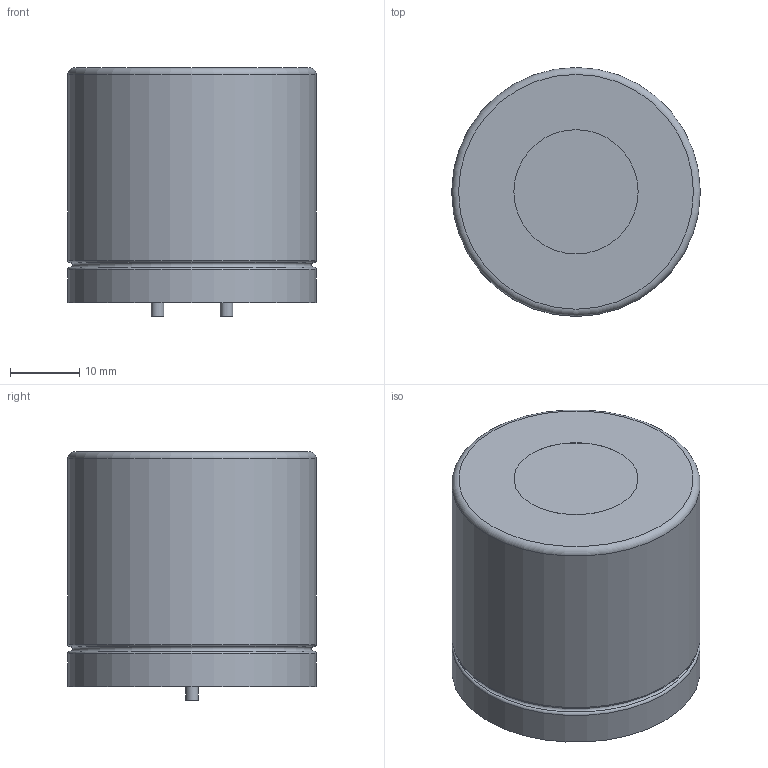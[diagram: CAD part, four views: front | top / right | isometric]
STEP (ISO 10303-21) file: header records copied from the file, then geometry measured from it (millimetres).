
FILE_DESCRIPTION( ( '' ), ' ' );
FILE_NAME( '582cabb628f4af02677959df.step', '2016-11-16T18:55:50', ( '' ), ( '' ), ' ', ' ', ' ' );
FILE_SCHEMA( ( 'AUTOMOTIVE_DESIGN { 1 0 10303 214 1 1 1 1 }' ) );
Length unit declared in the file: metre
Products named in the file (4): Open CASCADE STEP translator 6.7 55
Bounding box: 36 x 36 x 36.01 mm (x, y, z)
Volume: 34542 mm3; surface area: 6459.9 mm2
Topology: 4 solids, 4 shells, 17 faces, 25 edges, 16 vertices
Faces by surface type: plane 8, cylinder 5, torus 4
Full cylindrical faces by diameter (mm): 1.8 x2, 18 x1, 36 x2
Entity records: 551 total; most frequent: DIRECTION 68, CARTESIAN_POINT 47, AXIS2_PLACEMENT_3D 34, STYLED_ITEM 30, PRESENTATION_STYLE_ASSIGNMENT 30, COLOUR_RGB 30, FACE_OUTER_BOUND 26, EDGE_LOOP 26
